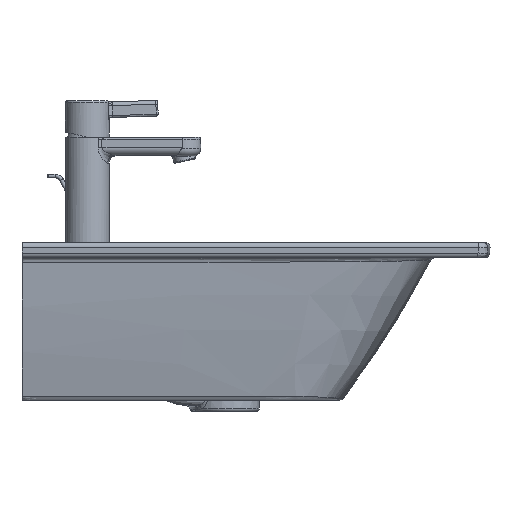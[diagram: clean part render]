
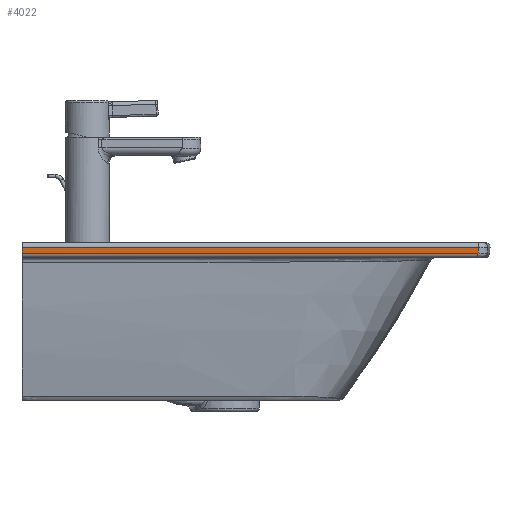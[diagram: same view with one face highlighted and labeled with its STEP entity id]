
A CAD part, front view. The second image highlights one B-rep face of the part: STEP entity #4022.
In plain terms, the highlighted planar face has unit normal (-0.001, -0.999, -0.052).
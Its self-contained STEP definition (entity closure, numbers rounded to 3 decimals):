
#1823=CARTESIAN_POINT('',(0.,-314.66,-11.262));
#1824=VERTEX_POINT('',#1823);
#1832=CARTESIAN_POINT('',(0.,-314.974,-5.262));
#1833=VERTEX_POINT('',#1832);
#1834=CARTESIAN_POINT('',(0.,-314.974,-5.262));
#1835=DIRECTION('',(0.,0.052,-0.999));
#1836=VECTOR('',#1835,6.008);
#1837=LINE('',#1834,#1836);
#1838=EDGE_CURVE('',#1824,#1833,#1837,.F.);
#3992=CARTESIAN_POINT('',(0.0,-315.25,0.0));
#3993=DIRECTION('',(0.0,-0.999,-0.052));
#3994=DIRECTION('',(0.0,0.052,-0.999));
#3995=AXIS2_PLACEMENT_3D('',#3992,#3993,#3994);
#3996=PLANE('',#3995);
#3997=ORIENTED_EDGE('',*,*,#1838,.F.);
#3998=CARTESIAN_POINT('',(477.563,-314.66,-11.262));
#3999=VERTEX_POINT('',#3998);
#4000=CARTESIAN_POINT('',(0.,-314.66,-11.262));
#4001=DIRECTION('',(1.0,0.0,0.0));
#4002=VECTOR('',#4001,477.563);
#4003=LINE('',#4000,#4002);
#4004=EDGE_CURVE('',#3999,#1824,#4003,.F.);
#4005=ORIENTED_EDGE('',*,*,#4004,.F.);
#4006=CARTESIAN_POINT('',(477.873,-314.974,-5.262));
#4007=VERTEX_POINT('',#4006);
#4008=CARTESIAN_POINT('',(477.563,-314.66,-11.262));
#4009=DIRECTION('',(0.052,-0.052,0.997));
#4010=VECTOR('',#4009,6.016);
#4011=LINE('',#4008,#4010);
#4012=EDGE_CURVE('',#4007,#3999,#4011,.F.);
#4013=ORIENTED_EDGE('',*,*,#4012,.F.);
#4014=CARTESIAN_POINT('',(0.,-314.974,-5.262));
#4015=DIRECTION('',(1.0,0.0,0.0));
#4016=VECTOR('',#4015,477.873);
#4017=LINE('',#4014,#4016);
#4018=EDGE_CURVE('',#1833,#4007,#4017,.T.);
#4019=ORIENTED_EDGE('',*,*,#4018,.F.);
#4020=EDGE_LOOP('',(#3997,#4005,#4013,#4019));
#4021=FACE_OUTER_BOUND('',#4020,.T.);
#4022=ADVANCED_FACE('',(#4021),#3996,.T.);
